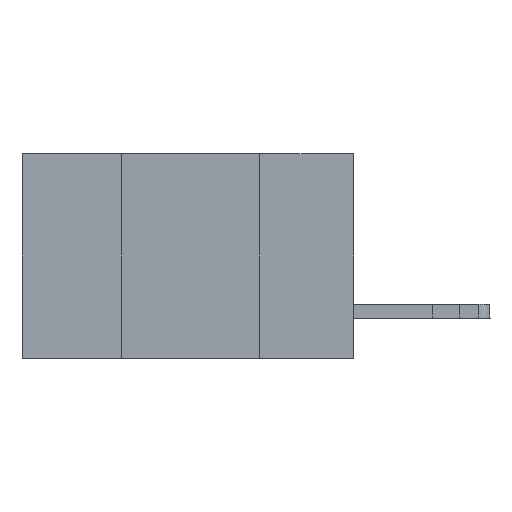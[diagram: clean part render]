
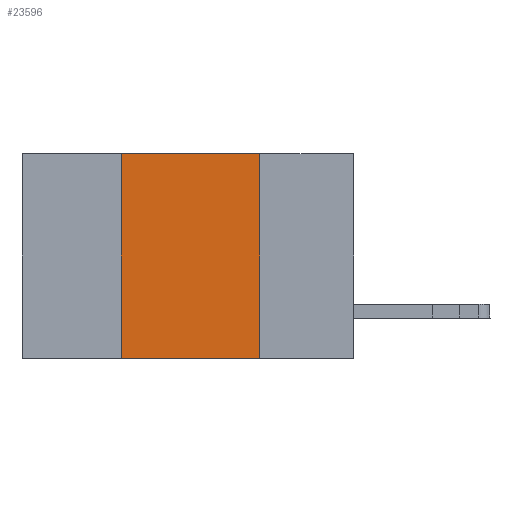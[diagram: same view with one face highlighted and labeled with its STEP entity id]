
A CAD part, left-side view. The second image highlights one B-rep face of the part: STEP entity #23596.
In plain terms, the highlighted planar face has unit normal (-1, 0, 0).
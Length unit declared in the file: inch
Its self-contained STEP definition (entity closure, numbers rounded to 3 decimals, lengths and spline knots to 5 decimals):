
#867 = VECTOR ( 'NONE', #15674, 39.37008 ) ;
#1353 = ORIENTED_EDGE ( 'NONE', *, *, #17540, .F. ) ;
#1585 = CARTESIAN_POINT ( 'NONE',  ( 0., 0.6, -0.37 ) ) ;
#2288 = VERTEX_POINT ( 'NONE', #17908 ) ;
#3272 = VECTOR ( 'NONE', #25400, 39.37008 ) ;
#3442 = ORIENTED_EDGE ( 'NONE', *, *, #7079, .T. ) ;
#3641 = CARTESIAN_POINT ( 'NONE',  ( 0., 0.42, 0. ) ) ;
#5992 = EDGE_CURVE ( 'NONE', #19482, #13519, #14555, .T. ) ;
#6092 = DIRECTION ( 'NONE',  ( 0., -1., 0. ) ) ;
#7079 = EDGE_CURVE ( 'NONE', #19482, #18907, #19243, .T. ) ;
#7180 = CARTESIAN_POINT ( 'NONE',  ( 0., 0.6, 0. ) ) ;
#7179 = PLANE ( 'NONE',  #12749 ) ;
#9555 = ORIENTED_EDGE ( 'NONE', *, *, #5992, .F. ) ;
#9675 = ORIENTED_EDGE ( 'NONE', *, *, #18139, .F. ) ;
#10430 = LINE ( 'NONE', #25251, #14010 ) ;
#11425 = FACE_OUTER_BOUND ( 'NONE', #15575, .T. ) ;
#12749 = AXIS2_PLACEMENT_3D ( 'NONE', #20057, #17923, #15814 ) ;
#13519 = VERTEX_POINT ( 'NONE', #16405 ) ;
#14010 = VECTOR ( 'NONE', #27657, 39.37008 ) ;
#14555 = LINE ( 'NONE', #3641, #3272 ) ;
#15575 = EDGE_LOOP ( 'NONE', ( #9675, #1353, #9555, #3442 ) ) ;
#15674 = DIRECTION ( 'NONE',  ( 0., -1., 0. ) ) ;
#15814 = DIRECTION ( 'NONE',  ( 0., 0., -1. ) ) ;
#16405 = CARTESIAN_POINT ( 'NONE',  ( 0., 0.42, 0. ) ) ;
#17540 = EDGE_CURVE ( 'NONE', #13519, #2288, #26529, .T. ) ;
#17908 = CARTESIAN_POINT ( 'NONE',  ( 0., 0.17, 0. ) ) ;
#17923 = DIRECTION ( 'NONE',  ( 1., 0., 0. ) ) ;
#18139 = EDGE_CURVE ( 'NONE', #2288, #18907, #10430, .T. ) ;
#18907 = VERTEX_POINT ( 'NONE', #23028 ) ;
#19243 = LINE ( 'NONE', #1585, #26340 ) ;
#19482 = VERTEX_POINT ( 'NONE', #21572 ) ;
#20057 = CARTESIAN_POINT ( 'NONE',  ( 0., 0.6, 0. ) ) ;
#21572 = CARTESIAN_POINT ( 'NONE',  ( 0., 0.42, -0.37 ) ) ;
#23028 = CARTESIAN_POINT ( 'NONE',  ( 0., 0.17, -0.37 ) ) ;
#23596 = ADVANCED_FACE ( 'NONE', ( #11425 ), #7179, .F. ) ;
#25251 = CARTESIAN_POINT ( 'NONE',  ( 0., 0.17, 0. ) ) ;
#25400 = DIRECTION ( 'NONE',  ( 0., 0., 1. ) ) ;
#26340 = VECTOR ( 'NONE', #6092, 39.37008 ) ;
#26529 = LINE ( 'NONE', #7180, #867 ) ;
#27657 = DIRECTION ( 'NONE',  ( 0., 0., -1. ) ) ;
